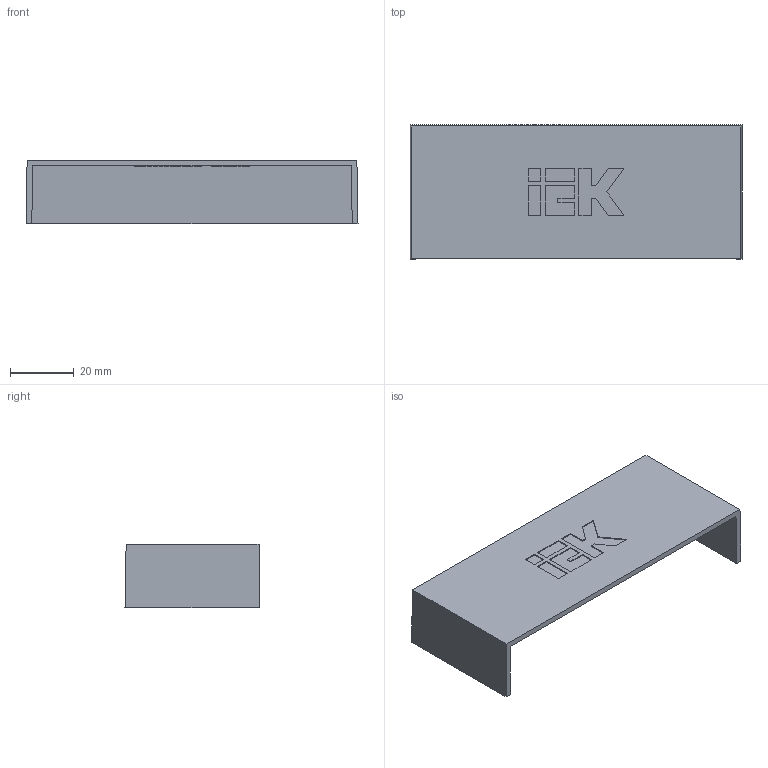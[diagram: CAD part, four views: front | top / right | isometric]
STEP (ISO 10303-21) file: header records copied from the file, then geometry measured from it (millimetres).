
FILE_DESCRIPTION (( 'STEP AP214' ), '1' );
FILE_NAME ('CKMP10D-Z-100-040-K01 Çàãëóøêà êàáåëüíîé òðàññû ÊÌÇ 100x40 (2 øò._êîìï.).STEP', '2016-06-21T07:23:39', ( '' ), ( '' ), 'SwSTEP 2.0', 'SolidWorks 2014', '' );
FILE_SCHEMA (( 'AUTOMOTIVE_DESIGN' ));
Length unit declared in the file: millimetre
Products named in the file (1): CKMP10D-Z-100-040-K01 Çàãëóøêà êàáåëüíîé òðàññû ÊÌÇ 100x40 (2 øò._êîìï.)
Bounding box: 103.8 x 41.9 x 20 mm (x, y, z)
Volume: 13653.9 mm3; surface area: 15963.7 mm2
Topology: 1 solids, 1 shells, 253 faces, 702 edges, 468 vertices
Faces by surface type: plane 146, bspline 107
Entity records: 11154 total; most frequent: CARTESIAN_POINT 5355, ORIENTED_EDGE 1404, DIRECTION 782, EDGE_CURVE 702, VECTOR 488, LINE 488, VERTEX_POINT 468, EDGE_LOOP 270
